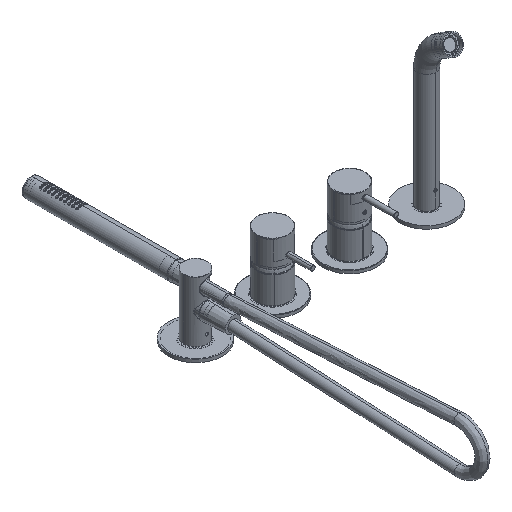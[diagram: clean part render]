
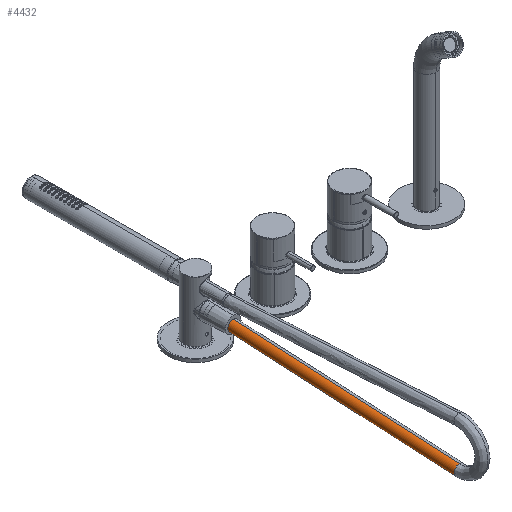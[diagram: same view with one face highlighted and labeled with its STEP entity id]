
A CAD part, isometric view. The second image highlights one B-rep face of the part: STEP entity #4432.
In plain terms, the highlighted free-form (B-spline) face has degree [3, 1] with [7, 2] control points.
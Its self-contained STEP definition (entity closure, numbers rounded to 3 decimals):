
#465 = CARTESIAN_POINT ( 'NONE',  ( -13.832, -315.2, -22.638 ) ) ;
#839 = CARTESIAN_POINT ( 'NONE',  ( 0., -21.65, -7.254 ) ) ;
#947 = ORIENTED_EDGE ( 'NONE', *, *, #21166, .T. ) ;
#1223 = B_SPLINE_CURVE_WITH_KNOTS ( 'NONE', 1,
 ( #10070, #839 ),
 .UNSPECIFIED., .F., .F.,
 ( 2, 2 ),
 ( 0., 0.979 ),
 .UNSPECIFIED. ) ;
#1579 = DIRECTION ( 'NONE',  ( 0., 0., -1. ) ) ;
#1992 = EDGE_LOOP ( 'NONE', ( #15243, #6564, #947, #13493 ) ) ;
#2381 = CARTESIAN_POINT ( 'NONE',  ( -13.832, -15.2, -6.916 ) ) ;
#2706 = B_SPLINE_CURVE_WITH_KNOTS ( 'NONE', 1,
 ( #17917, #6634 ),
 .UNSPECIFIED., .F., .F.,
 ( 2, 2 ),
 ( 0., 0.979 ),
 .UNSPECIFIED. ) ;
#3694 = CARTESIAN_POINT ( 'NONE',  ( 0., -21.65, -7.254 ) ) ;
#3898 = CARTESIAN_POINT ( 'NONE',  ( 0., -315.2, -8.806 ) ) ;
#3950 = CARTESIAN_POINT ( 'NONE',  ( 0., -315.2, -22.638 ) ) ;
#4195 = CARTESIAN_POINT ( 'NONE',  ( 0., -15.2, -6.916 ) ) ;
#4432 = ADVANCED_FACE ( 'NONE', ( #9591 ), #21448, .F. ) ;
#5768 =( BOUNDED_CURVE ( )  B_SPLINE_CURVE ( 3, ( #14737, #9207, #12941, #3694 ),
 .UNSPECIFIED., .F., .T. ) 
 B_SPLINE_CURVE_WITH_KNOTS ( ( 4, 4 ),
 ( 0.022, 0.044 ),
 .UNSPECIFIED. ) 
 CURVE ( )  GEOMETRIC_REPRESENTATION_ITEM ( )  RATIONAL_B_SPLINE_CURVE ( ( 1., 0.333, 0.333, 1. ) ) 
 REPRESENTATION_ITEM ( '' )  );
#6564 = ORIENTED_EDGE ( 'NONE', *, *, #13446, .T. ) ;
#6634 = CARTESIAN_POINT ( 'NONE',  ( 0., -21.65, 6.578 ) ) ;
#7439 = CARTESIAN_POINT ( 'NONE',  ( 0., -315.2, -22.638 ) ) ;
#8235 = CARTESIAN_POINT ( 'NONE',  ( 0., -315.2, -22.638 ) ) ;
#9207 = CARTESIAN_POINT ( 'NONE',  ( -13.832, -21.65, 6.578 ) ) ;
#9591 = FACE_OUTER_BOUND ( 'NONE', #1992, .T. ) ;
#9707 = CARTESIAN_POINT ( 'NONE',  ( 0., -15.2, -6.916 ) ) ;
#10070 = CARTESIAN_POINT ( 'NONE',  ( 0., -315.2, -22.638 ) ) ;
#10719 = CARTESIAN_POINT ( 'NONE',  ( 0., -315.2, -15.722 ) ) ;
#10814 = CARTESIAN_POINT ( 'NONE',  ( 0., -21.65, 6.578 ) ) ;
#11512 = CARTESIAN_POINT ( 'NONE',  ( 13.832, -15.2, 6.916 ) ) ;
#11664 = CIRCLE ( 'NONE', #15506, 6.916 ) ;
#12941 = CARTESIAN_POINT ( 'NONE',  ( -13.832, -21.65, -7.254 ) ) ;
#12971 = CARTESIAN_POINT ( 'NONE',  ( 0., -315.2, -8.806 ) ) ;
#13446 = EDGE_CURVE ( 'NONE', #22639, #20296, #2706, .T. ) ;
#13493 = ORIENTED_EDGE ( 'NONE', *, *, #23713, .F. ) ;
#14737 = CARTESIAN_POINT ( 'NONE',  ( 0., -21.65, 6.578 ) ) ;
#15001 = CARTESIAN_POINT ( 'NONE',  ( 13.832, -315.2, -8.806 ) ) ;
#15243 = ORIENTED_EDGE ( 'NONE', *, *, #17902, .F. ) ;
#15506 = AXIS2_PLACEMENT_3D ( 'NONE', #10719, #21522, #1579 ) ;
#16683 = CARTESIAN_POINT ( 'NONE',  ( -13.832, -15.2, 6.916 ) ) ;
#16799 = CARTESIAN_POINT ( 'NONE',  ( 13.832, -15.2, -6.916 ) ) ;
#16908 = CARTESIAN_POINT ( 'NONE',  ( 13.832, -315.2, -22.638 ) ) ;
#17902 = EDGE_CURVE ( 'NONE', #22639, #17942, #11664, .T. ) ;
#17917 = CARTESIAN_POINT ( 'NONE',  ( 0., -315.2, -8.806 ) ) ;
#17942 = VERTEX_POINT ( 'NONE', #8235 ) ;
#19547 = CARTESIAN_POINT ( 'NONE',  ( 0., -21.65, -7.254 ) ) ;
#20296 = VERTEX_POINT ( 'NONE', #10814 ) ;
#20534 = VERTEX_POINT ( 'NONE', #19547 ) ;
#21166 = EDGE_CURVE ( 'NONE', #20296, #20534, #5768, .T. ) ;
#21448 =( BOUNDED_SURFACE ( )  B_SPLINE_SURFACE ( 3, 1, ( 
 ( #3950, #4195 ),
 ( #16908, #16799 ),
 ( #15001, #11512 ),
 ( #12971, #22323 ),
 ( #22568, #16683 ),
 ( #465, #2381 ),
 ( #7439, #9707 ) ),
 .UNSPECIFIED., .T., .F., .F. ) 
 B_SPLINE_SURFACE_WITH_KNOTS ( ( 4, 3, 4 ),
 ( 2, 2 ),
 ( 0., 0.5, 1. ),
 ( 0., 1. ),
 .UNSPECIFIED. ) 
 GEOMETRIC_REPRESENTATION_ITEM ( )  RATIONAL_B_SPLINE_SURFACE ( (
 ( 1., 1.),
 ( 0.333, 0.333),
 ( 0.333, 0.333),
 ( 1., 1.),
 ( 0.333, 0.333),
 ( 0.333, 0.333),
 ( 1., 1.) ) ) 
 REPRESENTATION_ITEM ( '' )  SURFACE ( )  );
#21522 = DIRECTION ( 'NONE',  ( 0., -1., 0. ) ) ;
#22323 = CARTESIAN_POINT ( 'NONE',  ( 0., -15.2, 6.916 ) ) ;
#22568 = CARTESIAN_POINT ( 'NONE',  ( -13.832, -315.2, -8.806 ) ) ;
#22639 = VERTEX_POINT ( 'NONE', #3898 ) ;
#23713 = EDGE_CURVE ( 'NONE', #17942, #20534, #1223, .T. ) ;
